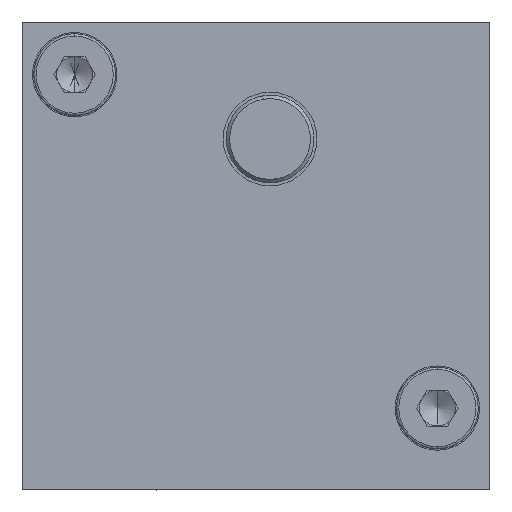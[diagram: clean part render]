
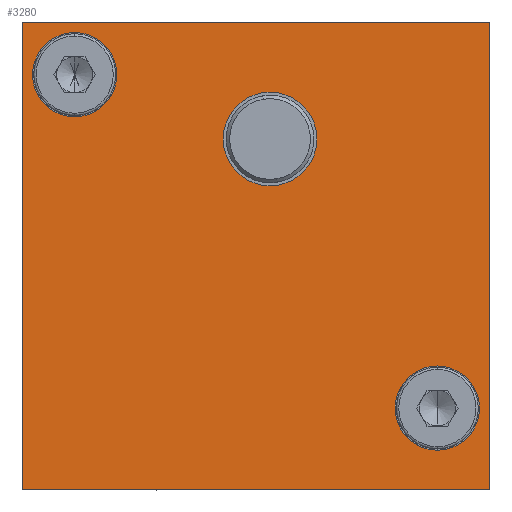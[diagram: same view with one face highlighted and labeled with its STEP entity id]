
A CAD part, front view. The second image highlights one B-rep face of the part: STEP entity #3280.
In plain terms, the highlighted planar face has unit normal (0, -1, 0).
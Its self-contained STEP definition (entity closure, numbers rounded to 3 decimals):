
#90 = DIRECTION ( 'NONE',  ( -1., 0., 0. ) ) ;
#135 = CARTESIAN_POINT ( 'NONE',  ( -18.8, -31., -10. ) ) ;
#424 = EDGE_LOOP ( 'NONE', ( #8556, #1025 ) ) ;
#439 = EDGE_CURVE ( 'NONE', #9138, #704, #5196, .T. ) ;
#621 = EDGE_LOOP ( 'NONE', ( #7189, #5408 ) ) ;
#704 = VERTEX_POINT ( 'NONE', #6340 ) ;
#770 = EDGE_CURVE ( 'NONE', #8081, #1529, #2184, .T. ) ;
#817 = VERTEX_POINT ( 'NONE', #9178 ) ;
#859 = FACE_BOUND ( 'NONE', #424, .T. ) ;
#994 = CARTESIAN_POINT ( 'NONE',  ( -35.5, -31., -4.5 ) ) ;
#1025 = ORIENTED_EDGE ( 'NONE', *, *, #3510, .T. ) ;
#1206 = DIRECTION ( 'NONE',  ( 0., 1., 0. ) ) ;
#1334 = DIRECTION ( 'NONE',  ( 0., -1., 0. ) ) ;
#1376 = EDGE_LOOP ( 'NONE', ( #6159, #5476 ) ) ;
#1519 = ORIENTED_EDGE ( 'NONE', *, *, #2130, .F. ) ;
#1529 = VERTEX_POINT ( 'NONE', #5850 ) ;
#1642 = LINE ( 'NONE', #3761, #5733 ) ;
#1685 = AXIS2_PLACEMENT_3D ( 'NONE', #5978, #5847, #8793 ) ;
#1849 = EDGE_CURVE ( 'NONE', #7322, #8081, #1642, .T. ) ;
#1902 = AXIS2_PLACEMENT_3D ( 'NONE', #994, #8139, #8966 ) ;
#1996 = AXIS2_PLACEMENT_3D ( 'NONE', #6416, #1334, #8629 ) ;
#2130 = EDGE_CURVE ( 'NONE', #5818, #7322, #7820, .T. ) ;
#2184 = LINE ( 'NONE', #5650, #7517 ) ;
#2217 = CARTESIAN_POINT ( 'NONE',  ( -8.1, -31., -33. ) ) ;
#2329 = CARTESIAN_POINT ( 'NONE',  ( -40., -31., 0. ) ) ;
#2788 = FACE_OUTER_BOUND ( 'NONE', #6236, .T. ) ;
#2951 = CARTESIAN_POINT ( 'NONE',  ( -35.5, -31., -4.5 ) ) ;
#3048 = CARTESIAN_POINT ( 'NONE',  ( -40., -31., -40. ) ) ;
#3161 = ORIENTED_EDGE ( 'NONE', *, *, #8032, .F. ) ;
#3236 = AXIS2_PLACEMENT_3D ( 'NONE', #5347, #6113, #5247 ) ;
#3247 = VECTOR ( 'NONE', #7700, 1000. ) ;
#3280 = ADVANCED_FACE ( 'NONE', ( #859, #4839, #4719, #2788 ), #5253, .T. ) ;
#3427 = AXIS2_PLACEMENT_3D ( 'NONE', #2951, #5885, #8021 ) ;
#3510 = EDGE_CURVE ( 'NONE', #4721, #6197, #4447, .T. ) ;
#3761 = CARTESIAN_POINT ( 'NONE',  ( -40., -31., -40. ) ) ;
#4418 = EDGE_CURVE ( 'NONE', #704, #9138, #6540, .T. ) ;
#4447 = CIRCLE ( 'NONE', #8846, 4. ) ;
#4456 = ORIENTED_EDGE ( 'NONE', *, *, #1849, .F. ) ;
#4719 = FACE_BOUND ( 'NONE', #621, .T. ) ;
#4721 = VERTEX_POINT ( 'NONE', #7026 ) ;
#4839 = FACE_BOUND ( 'NONE', #1376, .T. ) ;
#4908 = DIRECTION ( 'NONE',  ( 1., 0., 0. ) ) ;
#5107 = CARTESIAN_POINT ( 'NONE',  ( 0., -31., -40. ) ) ;
#5191 = DIRECTION ( 'NONE',  ( 0., 1., 0. ) ) ;
#5196 = CIRCLE ( 'NONE', #1996, 3.6 ) ;
#5215 = DIRECTION ( 'NONE',  ( 0., 0., 1. ) ) ;
#5247 = DIRECTION ( 'NONE',  ( 1., 0., 0. ) ) ;
#5253 = PLANE ( 'NONE',  #1685 ) ;
#5347 = CARTESIAN_POINT ( 'NONE',  ( -4.5, -31., -33. ) ) ;
#5408 = ORIENTED_EDGE ( 'NONE', *, *, #7983, .F. ) ;
#5476 = ORIENTED_EDGE ( 'NONE', *, *, #439, .F. ) ;
#5503 = EDGE_CURVE ( 'NONE', #7075, #817, #6458, .T. ) ;
#5535 = CARTESIAN_POINT ( 'NONE',  ( -18.8, -31., -10. ) ) ;
#5650 = CARTESIAN_POINT ( 'NONE',  ( 0., -31., 0. ) ) ;
#5654 = CARTESIAN_POINT ( 'NONE',  ( 0., -31., -40. ) ) ;
#5703 = CARTESIAN_POINT ( 'NONE',  ( -31.9, -31., -4.5 ) ) ;
#5733 = VECTOR ( 'NONE', #5215, 1000. ) ;
#5818 = VERTEX_POINT ( 'NONE', #7803 ) ;
#5847 = DIRECTION ( 'NONE',  ( 0., -1., 0. ) ) ;
#5850 = CARTESIAN_POINT ( 'NONE',  ( 0., -31., 0. ) ) ;
#5854 = CIRCLE ( 'NONE', #8844, 4. ) ;
#5885 = DIRECTION ( 'NONE',  ( 0., -1., 0. ) ) ;
#5896 = DIRECTION ( 'NONE',  ( -1., 0., 0. ) ) ;
#5978 = CARTESIAN_POINT ( 'NONE',  ( 0., -31., 0. ) ) ;
#6113 = DIRECTION ( 'NONE',  ( 0., -1., 0. ) ) ;
#6159 = ORIENTED_EDGE ( 'NONE', *, *, #4418, .F. ) ;
#6177 = CIRCLE ( 'NONE', #1902, 3.6 ) ;
#6197 = VERTEX_POINT ( 'NONE', #8910 ) ;
#6236 = EDGE_LOOP ( 'NONE', ( #3161, #9220, #4456, #1519 ) ) ;
#6340 = CARTESIAN_POINT ( 'NONE',  ( -0.9, -31., -33. ) ) ;
#6416 = CARTESIAN_POINT ( 'NONE',  ( -4.5, -31., -33. ) ) ;
#6458 = CIRCLE ( 'NONE', #3427, 3.6 ) ;
#6540 = CIRCLE ( 'NONE', #3236, 3.6 ) ;
#7026 = CARTESIAN_POINT ( 'NONE',  ( -14.8, -31., -10. ) ) ;
#7075 = VERTEX_POINT ( 'NONE', #5703 ) ;
#7189 = ORIENTED_EDGE ( 'NONE', *, *, #5503, .F. ) ;
#7254 = VECTOR ( 'NONE', #90, 1000. ) ;
#7322 = VERTEX_POINT ( 'NONE', #3048 ) ;
#7489 = EDGE_CURVE ( 'NONE', #6197, #4721, #5854, .T. ) ;
#7517 = VECTOR ( 'NONE', #4908, 1000. ) ;
#7700 = DIRECTION ( 'NONE',  ( 0., 0., -1. ) ) ;
#7803 = CARTESIAN_POINT ( 'NONE',  ( 0., -31., -40. ) ) ;
#7820 = LINE ( 'NONE', #5107, #7254 ) ;
#7870 = LINE ( 'NONE', #5654, #3247 ) ;
#7983 = EDGE_CURVE ( 'NONE', #817, #7075, #6177, .T. ) ;
#8021 = DIRECTION ( 'NONE',  ( 1., 0., 0. ) ) ;
#8032 = EDGE_CURVE ( 'NONE', #1529, #5818, #7870, .T. ) ;
#8081 = VERTEX_POINT ( 'NONE', #2329 ) ;
#8139 = DIRECTION ( 'NONE',  ( 0., -1., 0. ) ) ;
#8452 = DIRECTION ( 'NONE',  ( -1., 0., 0. ) ) ;
#8556 = ORIENTED_EDGE ( 'NONE', *, *, #7489, .T. ) ;
#8629 = DIRECTION ( 'NONE',  ( 1., 0., 0. ) ) ;
#8793 = DIRECTION ( 'NONE',  ( 1., 0., 0. ) ) ;
#8844 = AXIS2_PLACEMENT_3D ( 'NONE', #135, #5191, #5896 ) ;
#8846 = AXIS2_PLACEMENT_3D ( 'NONE', #5535, #1206, #8452 ) ;
#8910 = CARTESIAN_POINT ( 'NONE',  ( -22.8, -31., -10. ) ) ;
#8966 = DIRECTION ( 'NONE',  ( 1., 0., 0. ) ) ;
#9138 = VERTEX_POINT ( 'NONE', #2217 ) ;
#9178 = CARTESIAN_POINT ( 'NONE',  ( -39.1, -31., -4.5 ) ) ;
#9220 = ORIENTED_EDGE ( 'NONE', *, *, #770, .F. ) ;
